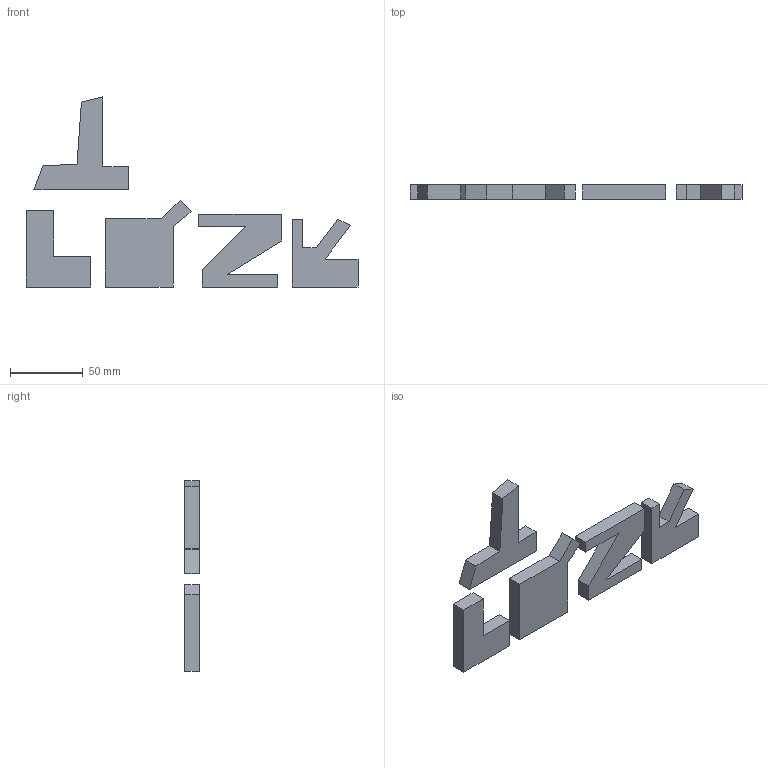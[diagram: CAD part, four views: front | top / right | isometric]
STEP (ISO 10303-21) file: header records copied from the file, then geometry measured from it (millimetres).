
FILE_DESCRIPTION (( 'STEP AP214' ), '1' );
FILE_NAME ('PQRST.STEP', '2017-03-23T14:33:35', ( '' ), ( '' ), 'SwSTEP 2.0', 'SolidWorks 2016', '' );
FILE_SCHEMA (( 'AUTOMOTIVE_DESIGN' ));
Length unit declared in the file: millimetre
Products named in the file (7): T; PQRS; S; R; Q; P; PQRST
Assembly tree (6 placements, depth 3):
  PQRST
    PQRS
      P
      Q
      R
      S
    T
Bounding box: 228.52 x 10 x 130.82 mm (x, y, z)
Volume: 89283.2 mm3; surface area: 29881.6 mm2
Topology: 5 solids, 5 shells, 51 faces, 123 edges, 82 vertices
Faces by surface type: plane 51
Entity records: 1725 total; most frequent: CARTESIAN_POINT 266, ORIENTED_EDGE 246, DIRECTION 245, EDGE_CURVE 123, LINE 123, VECTOR 123, VERTEX_POINT 82, AXIS2_PLACEMENT_3D 61
